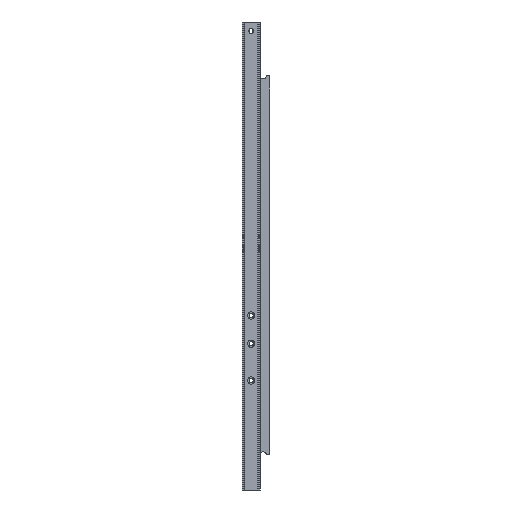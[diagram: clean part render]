
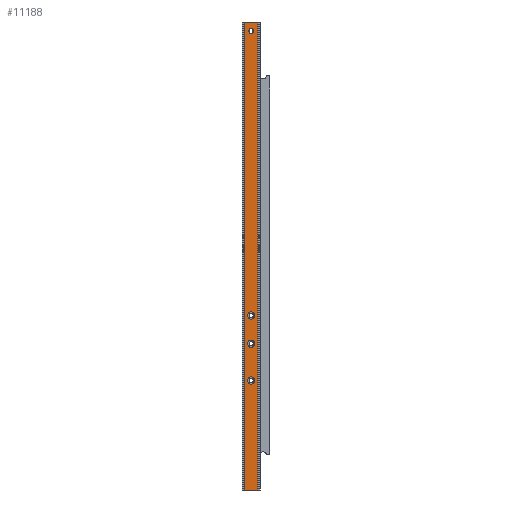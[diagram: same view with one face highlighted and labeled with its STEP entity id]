
A CAD part, left-side view. The second image highlights one B-rep face of the part: STEP entity #11188.
In plain terms, the highlighted planar face has unit normal (-1, 0, 0).
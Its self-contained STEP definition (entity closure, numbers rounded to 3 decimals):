
#35 = CARTESIAN_POINT ( 'NONE',  ( -7.5, 0., 93.5 ) ) ;
#70 = CARTESIAN_POINT ( 'NONE',  ( -7.5, -5.4, 386.75 ) ) ;
#262 = EDGE_CURVE ( 'NONE', #5265, #3866, #13109, .T. ) ;
#392 = CARTESIAN_POINT ( 'NONE',  ( -7.5, 7.5, 386.75 ) ) ;
#467 = DIRECTION ( 'NONE',  ( 0., -1., 0. ) ) ;
#522 = ORIENTED_EDGE ( 'NONE', *, *, #10706, .T. ) ;
#725 = VECTOR ( 'NONE', #467, 1000. ) ;
#765 = VECTOR ( 'NONE', #11046, 1000. ) ;
#814 = CARTESIAN_POINT ( 'NONE',  ( -7.5, 2., 379.25 ) ) ;
#890 = DIRECTION ( 'NONE',  ( 1., 0., 0. ) ) ;
#1112 = CARTESIAN_POINT ( 'NONE',  ( -7.5, 0., 379.25 ) ) ;
#1525 = CIRCLE ( 'NONE', #3421, 3. ) ;
#1771 = FACE_BOUND ( 'NONE', #6772, .T. ) ;
#1800 = VERTEX_POINT ( 'NONE', #2698 ) ;
#1850 = EDGE_LOOP ( 'NONE', ( #2856, #4705 ) ) ;
#1890 = DIRECTION ( 'NONE',  ( 1., 0., 0. ) ) ;
#1972 = LINE ( 'NONE', #11733, #765 ) ;
#2012 = DIRECTION ( 'NONE',  ( 0., 1., 0. ) ) ;
#2063 = EDGE_LOOP ( 'NONE', ( #522, #6078, #8853, #4423 ) ) ;
#2160 = ORIENTED_EDGE ( 'NONE', *, *, #6887, .T. ) ;
#2220 = VERTEX_POINT ( 'NONE', #70 ) ;
#2393 = CIRCLE ( 'NONE', #14013, 3. ) ;
#2698 = CARTESIAN_POINT ( 'NONE',  ( -7.5, 0., 141.25 ) ) ;
#2856 = ORIENTED_EDGE ( 'NONE', *, *, #6898, .T. ) ;
#2921 = CIRCLE ( 'NONE', #10519, 3. ) ;
#3226 = DIRECTION ( 'NONE',  ( 0., 1., 0. ) ) ;
#3421 = AXIS2_PLACEMENT_3D ( 'NONE', #9847, #1890, #3226 ) ;
#3472 = DIRECTION ( 'NONE',  ( 1., 0., 0. ) ) ;
#3657 = CARTESIAN_POINT ( 'NONE',  ( -7.5, 0., 117.95 ) ) ;
#3866 = VERTEX_POINT ( 'NONE', #35 ) ;
#3939 = DIRECTION ( 'NONE',  ( 1., 0., 0. ) ) ;
#4034 = AXIS2_PLACEMENT_3D ( 'NONE', #12826, #5032, #9343 ) ;
#4066 = DIRECTION ( 'NONE',  ( 0., 1., 0. ) ) ;
#4264 = CARTESIAN_POINT ( 'NONE',  ( -7.5, 5.4, 386.75 ) ) ;
#4304 = EDGE_LOOP ( 'NONE', ( #12192, #7928 ) ) ;
#4344 = CARTESIAN_POINT ( 'NONE',  ( -7.5, 0., 144.25 ) ) ;
#4423 = ORIENTED_EDGE ( 'NONE', *, *, #5257, .T. ) ;
#4705 = ORIENTED_EDGE ( 'NONE', *, *, #262, .T. ) ;
#4792 = CIRCLE ( 'NONE', #10508, 2. ) ;
#4835 = CARTESIAN_POINT ( 'NONE',  ( -7.5, 0., 123.95 ) ) ;
#4904 = EDGE_CURVE ( 'NONE', #6490, #10248, #6697, .T. ) ;
#5032 = DIRECTION ( 'NONE',  ( 1., 0., 0. ) ) ;
#5041 = VERTEX_POINT ( 'NONE', #4264 ) ;
#5195 = FACE_BOUND ( 'NONE', #14512, .T. ) ;
#5238 = EDGE_CURVE ( 'NONE', #1800, #6349, #2393, .T. ) ;
#5248 = VECTOR ( 'NONE', #11484, 1000. ) ;
#5257 = EDGE_CURVE ( 'NONE', #5041, #13256, #13995, .T. ) ;
#5265 = VERTEX_POINT ( 'NONE', #7048 ) ;
#5341 = EDGE_CURVE ( 'NONE', #5041, #2220, #10598, .T. ) ;
#5671 = DIRECTION ( 'NONE',  ( 1., 0., 0. ) ) ;
#5704 = CARTESIAN_POINT ( 'NONE',  ( -7.5, 0., 90.5 ) ) ;
#5761 = CARTESIAN_POINT ( 'NONE',  ( -7.5, -2., 379.25 ) ) ;
#6016 = CIRCLE ( 'NONE', #10743, 3. ) ;
#6078 = ORIENTED_EDGE ( 'NONE', *, *, #9432, .T. ) ;
#6349 = VERTEX_POINT ( 'NONE', #7358 ) ;
#6490 = VERTEX_POINT ( 'NONE', #5761 ) ;
#6576 = DIRECTION ( 'NONE',  ( 0., 1., 0. ) ) ;
#6649 = CARTESIAN_POINT ( 'NONE',  ( -7.5, 0., 90.5 ) ) ;
#6697 = CIRCLE ( 'NONE', #4034, 2. ) ;
#6772 = EDGE_LOOP ( 'NONE', ( #10247, #8038 ) ) ;
#6887 = EDGE_CURVE ( 'NONE', #10248, #6490, #4792, .T. ) ;
#6898 = EDGE_CURVE ( 'NONE', #3866, #5265, #6016, .T. ) ;
#7048 = CARTESIAN_POINT ( 'NONE',  ( -7.5, 0., 87.5 ) ) ;
#7120 = CARTESIAN_POINT ( 'NONE',  ( -7.5, 5.4, 386.75 ) ) ;
#7134 = EDGE_CURVE ( 'NONE', #10162, #11977, #12576, .T. ) ;
#7148 = ORIENTED_EDGE ( 'NONE', *, *, #4904, .T. ) ;
#7207 = CARTESIAN_POINT ( 'NONE',  ( -7.5, -5.4, 0. ) ) ;
#7358 = CARTESIAN_POINT ( 'NONE',  ( -7.5, 0., 147.25 ) ) ;
#7445 = FACE_BOUND ( 'NONE', #1850, .T. ) ;
#7850 = AXIS2_PLACEMENT_3D ( 'NONE', #9594, #3939, #8561 ) ;
#7859 = DIRECTION ( 'NONE',  ( 0., 1., 0. ) ) ;
#7928 = ORIENTED_EDGE ( 'NONE', *, *, #9255, .T. ) ;
#8038 = ORIENTED_EDGE ( 'NONE', *, *, #5238, .T. ) ;
#8255 = CARTESIAN_POINT ( 'NONE',  ( -7.5, 0., 120.95 ) ) ;
#8561 = DIRECTION ( 'NONE',  ( 0., 1., 0. ) ) ;
#8853 = ORIENTED_EDGE ( 'NONE', *, *, #5341, .F. ) ;
#8890 = DIRECTION ( 'NONE',  ( 1., 0., 0. ) ) ;
#9110 = AXIS2_PLACEMENT_3D ( 'NONE', #14253, #12015, #4066 ) ;
#9255 = EDGE_CURVE ( 'NONE', #11977, #10162, #2921, .T. ) ;
#9343 = DIRECTION ( 'NONE',  ( 0., 1., 0. ) ) ;
#9432 = EDGE_CURVE ( 'NONE', #11436, #2220, #1972, .T. ) ;
#9594 = CARTESIAN_POINT ( 'NONE',  ( -7.5, 0., 120.95 ) ) ;
#9722 = PLANE ( 'NONE',  #9110 ) ;
#9847 = CARTESIAN_POINT ( 'NONE',  ( -7.5, 0., 144.25 ) ) ;
#9870 = LINE ( 'NONE', #12170, #10769 ) ;
#10162 = VERTEX_POINT ( 'NONE', #4835 ) ;
#10247 = ORIENTED_EDGE ( 'NONE', *, *, #11605, .T. ) ;
#10248 = VERTEX_POINT ( 'NONE', #814 ) ;
#10508 = AXIS2_PLACEMENT_3D ( 'NONE', #1112, #890, #2012 ) ;
#10519 = AXIS2_PLACEMENT_3D ( 'NONE', #8255, #3472, #12771 ) ;
#10598 = LINE ( 'NONE', #392, #725 ) ;
#10706 = EDGE_CURVE ( 'NONE', #13256, #11436, #9870, .T. ) ;
#10743 = AXIS2_PLACEMENT_3D ( 'NONE', #6649, #5671, #6576 ) ;
#10769 = VECTOR ( 'NONE', #13585, 1000. ) ;
#10842 = FACE_OUTER_BOUND ( 'NONE', #2063, .T. ) ;
#11046 = DIRECTION ( 'NONE',  ( 0., 0., 1. ) ) ;
#11188 = ADVANCED_FACE ( 'NONE', ( #7445, #11946, #1771, #10842, #5195 ), #9722, .F. ) ;
#11436 = VERTEX_POINT ( 'NONE', #7207 ) ;
#11484 = DIRECTION ( 'NONE',  ( 0., 0., -1. ) ) ;
#11605 = EDGE_CURVE ( 'NONE', #6349, #1800, #1525, .T. ) ;
#11660 = AXIS2_PLACEMENT_3D ( 'NONE', #5704, #13423, #7859 ) ;
#11733 = CARTESIAN_POINT ( 'NONE',  ( -7.5, -5.4, 386.75 ) ) ;
#11946 = FACE_BOUND ( 'NONE', #4304, .T. ) ;
#11977 = VERTEX_POINT ( 'NONE', #3657 ) ;
#12015 = DIRECTION ( 'NONE',  ( 1., 0., 0. ) ) ;
#12170 = CARTESIAN_POINT ( 'NONE',  ( -7.5, -7.5, 0. ) ) ;
#12192 = ORIENTED_EDGE ( 'NONE', *, *, #7134, .T. ) ;
#12576 = CIRCLE ( 'NONE', #7850, 3. ) ;
#12771 = DIRECTION ( 'NONE',  ( 0., 1., 0. ) ) ;
#12826 = CARTESIAN_POINT ( 'NONE',  ( -7.5, 0., 379.25 ) ) ;
#13109 = CIRCLE ( 'NONE', #11660, 3. ) ;
#13256 = VERTEX_POINT ( 'NONE', #14718 ) ;
#13423 = DIRECTION ( 'NONE',  ( 1., 0., 0. ) ) ;
#13566 = DIRECTION ( 'NONE',  ( 0., 1., 0. ) ) ;
#13585 = DIRECTION ( 'NONE',  ( 0., -1., 0. ) ) ;
#13995 = LINE ( 'NONE', #7120, #5248 ) ;
#14013 = AXIS2_PLACEMENT_3D ( 'NONE', #4344, #8890, #13566 ) ;
#14253 = CARTESIAN_POINT ( 'NONE',  ( -7.5, -7.5, 386.75 ) ) ;
#14512 = EDGE_LOOP ( 'NONE', ( #7148, #2160 ) ) ;
#14718 = CARTESIAN_POINT ( 'NONE',  ( -7.5, 5.4, 0. ) ) ;
